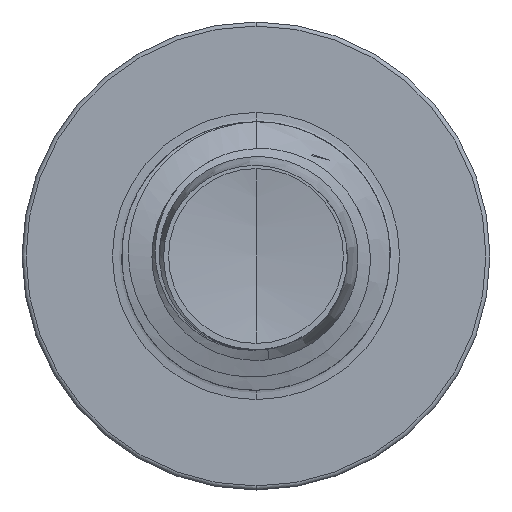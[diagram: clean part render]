
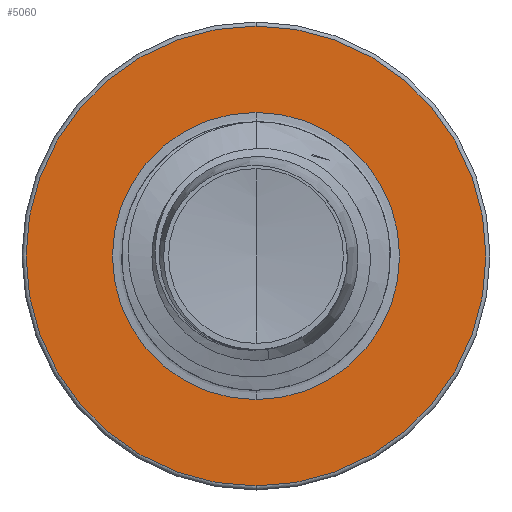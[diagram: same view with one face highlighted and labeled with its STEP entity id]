
A CAD part, front view. The second image highlights one B-rep face of the part: STEP entity #5060.
In plain terms, the highlighted planar face has unit normal (0, -1, 0).
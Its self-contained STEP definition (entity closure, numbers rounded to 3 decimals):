
#217 = AXIS2_PLACEMENT_3D ( 'NONE', #21991, #6553, #24551 ) ;
#254 = VERTEX_POINT ( 'NONE', #21949 ) ;
#2910 = ORIENTED_EDGE ( 'NONE', *, *, #30025, .T. ) ;
#3137 = EDGE_CURVE ( 'NONE', #28405, #254, #14192, .T. ) ;
#4156 = EDGE_LOOP ( 'NONE', ( #19121, #2910 ) ) ;
#4757 = AXIS2_PLACEMENT_3D ( 'NONE', #15314, #33178, #17921 ) ;
#5060 = ADVANCED_FACE ( 'NONE', ( #14583, #28177 ), #6914, .F. ) ;
#6553 = DIRECTION ( 'NONE',  ( 0., 1., 0. ) ) ;
#6693 = DIRECTION ( 'NONE',  ( 0., 0., 1. ) ) ;
#6802 = DIRECTION ( 'NONE',  ( 0., 1., 0. ) ) ;
#6914 = PLANE ( 'NONE',  #24122 ) ;
#7353 = AXIS2_PLACEMENT_3D ( 'NONE', #29358, #14053, #31939 ) ;
#7576 = CARTESIAN_POINT ( 'NONE',  ( 0., 14., -1.872 ) ) ;
#9532 = CARTESIAN_POINT ( 'NONE',  ( 0., 14., 2.998 ) ) ;
#10096 = CARTESIAN_POINT ( 'NONE',  ( 0., 14., -2.997 ) ) ;
#12133 = VERTEX_POINT ( 'NONE', #9532 ) ;
#12339 = VERTEX_POINT ( 'NONE', #10096 ) ;
#14053 = DIRECTION ( 'NONE',  ( 0., 1., 0. ) ) ;
#14192 = CIRCLE ( 'NONE', #16166, 1.872 ) ;
#14583 = FACE_OUTER_BOUND ( 'NONE', #25754, .T. ) ;
#15314 = CARTESIAN_POINT ( 'NONE',  ( 0., 14., 0. ) ) ;
#16166 = AXIS2_PLACEMENT_3D ( 'NONE', #30195, #17475, #20258 ) ;
#16468 = EDGE_CURVE ( 'NONE', #12339, #12133, #33276, .T. ) ;
#17475 = DIRECTION ( 'NONE',  ( 0., 1., 0. ) ) ;
#17921 = DIRECTION ( 'NONE',  ( 0., 0., 1. ) ) ;
#18069 = CIRCLE ( 'NONE', #217, 1.872 ) ;
#19121 = ORIENTED_EDGE ( 'NONE', *, *, #3137, .T. ) ;
#20258 = DIRECTION ( 'NONE',  ( 0., 0., 1. ) ) ;
#20557 = ORIENTED_EDGE ( 'NONE', *, *, #23874, .F. ) ;
#21949 = CARTESIAN_POINT ( 'NONE',  ( 0., 14., -1.872 ) ) ;
#21991 = CARTESIAN_POINT ( 'NONE',  ( 0., 14., 0. ) ) ;
#22813 = ORIENTED_EDGE ( 'NONE', *, *, #16468, .F. ) ;
#23503 = CARTESIAN_POINT ( 'NONE',  ( 0., 14., 1.872 ) ) ;
#23874 = EDGE_CURVE ( 'NONE', #12133, #12339, #30885, .T. ) ;
#24122 = AXIS2_PLACEMENT_3D ( 'NONE', #7576, #6802, #6693 ) ;
#24551 = DIRECTION ( 'NONE',  ( 0., 0., 1. ) ) ;
#25754 = EDGE_LOOP ( 'NONE', ( #20557, #22813 ) ) ;
#28177 = FACE_BOUND ( 'NONE', #4156, .T. ) ;
#28405 = VERTEX_POINT ( 'NONE', #23503 ) ;
#29358 = CARTESIAN_POINT ( 'NONE',  ( 0., 14., 0. ) ) ;
#30025 = EDGE_CURVE ( 'NONE', #254, #28405, #18069, .T. ) ;
#30195 = CARTESIAN_POINT ( 'NONE',  ( 0., 14., 0. ) ) ;
#30885 = CIRCLE ( 'NONE', #7353, 2.998 ) ;
#31939 = DIRECTION ( 'NONE',  ( 0., 0., 1. ) ) ;
#33178 = DIRECTION ( 'NONE',  ( 0., 1., 0. ) ) ;
#33276 = CIRCLE ( 'NONE', #4757, 2.998 ) ;
